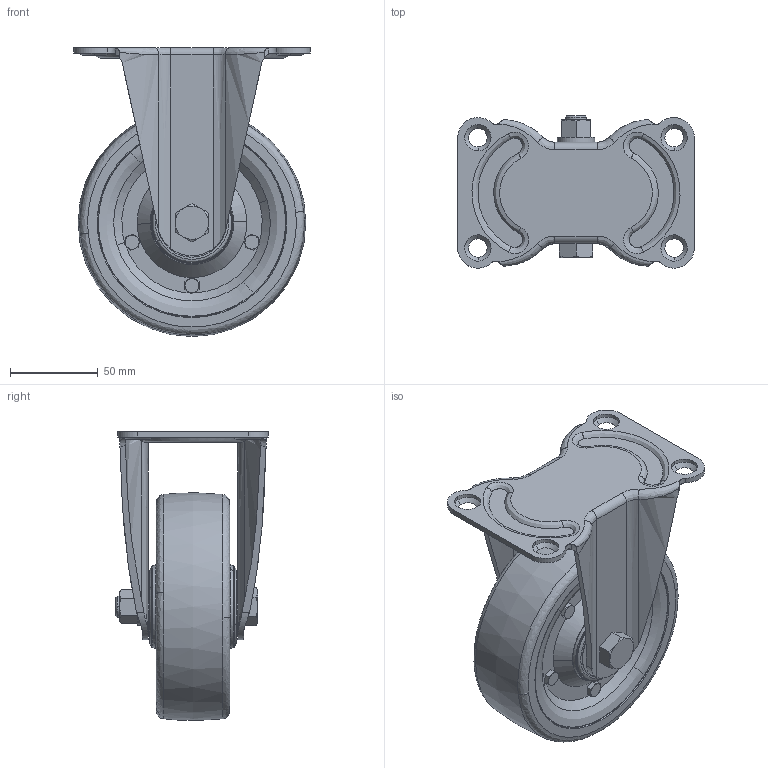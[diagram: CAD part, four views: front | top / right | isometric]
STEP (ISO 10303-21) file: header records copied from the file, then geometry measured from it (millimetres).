
FILE_DESCRIPTION((''),'2;1');
FILE_NAME('','2009-03-19T15:17:25',(''),(''),'','CADfix','');
FILE_SCHEMA(('AUTOMOTIVE_DESIGN { 1 0 10303 214 1 1 1 1 }'));
Length unit declared in the file: millimetre
Bounding box: 135 x 87.15 x 164.99 mm (x, y, z)
Volume: 577963.2 mm3; surface area: 103112 mm2
Topology: 3 solids, 3 shells, 366 faces, 1060 edges, 720 vertices
Faces by surface type: bspline 366
Entity records: 15617 total; most frequent: CARTESIAN_POINT 9834, ORIENTED_EDGE 2112, EDGE_CURVE 1056, VERTEX_POINT 720, EDGE_LOOP 404, FACE_OUTER_BOUND 366, ADVANCED_FACE 366, QUASI_UNIFORM_CURVE 278
